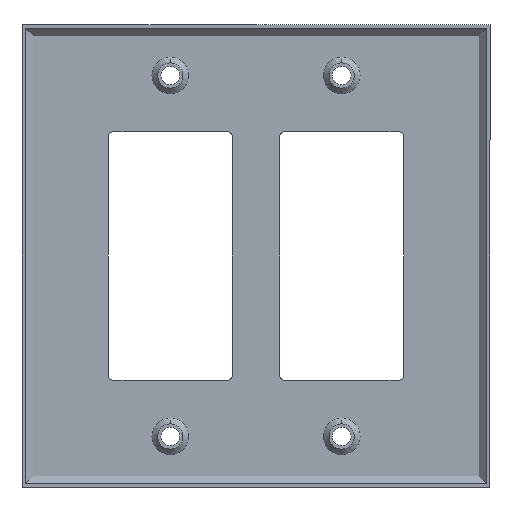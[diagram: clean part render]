
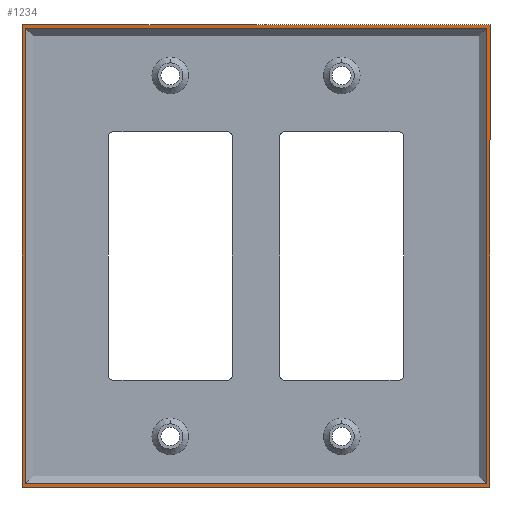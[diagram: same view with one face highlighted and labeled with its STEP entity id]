
A CAD part, front view. The second image highlights one B-rep face of the part: STEP entity #1234.
In plain terms, the highlighted planar face has unit normal (0, -1, 0).
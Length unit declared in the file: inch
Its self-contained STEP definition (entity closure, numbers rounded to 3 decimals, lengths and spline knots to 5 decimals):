
#39 = ORIENTED_EDGE ( 'NONE', *, *, #516, .T. ) ;
#46 = ORIENTED_EDGE ( 'NONE', *, *, #477, .F. ) ;
#47 = ORIENTED_EDGE ( 'NONE', *, *, #513, .T. ) ;
#76 = ORIENTED_EDGE ( 'NONE', *, *, #470, .F. ) ;
#97 = ORIENTED_EDGE ( 'NONE', *, *, #518, .T. ) ;
#98 = ORIENTED_EDGE ( 'NONE', *, *, #515, .T. ) ;
#209 = ORIENTED_EDGE ( 'NONE', *, *, #474, .F. ) ;
#225 = ORIENTED_EDGE ( 'NONE', *, *, #476, .F. ) ;
#273 = AXIS2_PLACEMENT_3D ( 'NONE', #951, #959, #947 ) ;
#470 = EDGE_CURVE ( 'NONE', #1521, #1311, #626, .T. ) ;
#474 = EDGE_CURVE ( 'NONE', #1311, #1523, #623, .T. ) ;
#476 = EDGE_CURVE ( 'NONE', #1523, #1337, #693, .T. ) ;
#477 = EDGE_CURVE ( 'NONE', #1337, #1521, #612, .T. ) ;
#513 = EDGE_CURVE ( 'NONE', #1310, #1336, #569, .T. ) ;
#515 = EDGE_CURVE ( 'NONE', #1336, #1549, #714, .T. ) ;
#516 = EDGE_CURVE ( 'NONE', #1537, #1310, #711, .T. ) ;
#518 = EDGE_CURVE ( 'NONE', #1549, #1537, #674, .T. ) ;
#569 = LINE ( 'NONE', #1815, #725 ) ;
#608 = VECTOR ( 'NONE', #1583, 39.37008 ) ;
#610 = VECTOR ( 'NONE', #1585, 39.37008 ) ;
#612 = LINE ( 'NONE', #1584, #608 ) ;
#613 = VECTOR ( 'NONE', #1589, 39.37008 ) ;
#620 = VECTOR ( 'NONE', #1610, 39.37008 ) ;
#623 = LINE ( 'NONE', #1613, #613 ) ;
#626 = LINE ( 'NONE', #1618, #620 ) ;
#660 = VECTOR ( 'NONE', #1811, 39.37008 ) ;
#673 = VECTOR ( 'NONE', #1801, 39.37008 ) ;
#674 = LINE ( 'NONE', #1849, #702 ) ;
#693 = LINE ( 'NONE', #1611, #610 ) ;
#702 = VECTOR ( 'NONE', #1806, 39.37008 ) ;
#711 = LINE ( 'NONE', #1802, #673 ) ;
#714 = LINE ( 'NONE', #1807, #660 ) ;
#725 = VECTOR ( 'NONE', #1814, 39.37008 ) ;
#947 = DIRECTION ( 'NONE',  ( 0., 0., 1. ) ) ;
#949 = PLANE ( 'NONE',  #273 ) ;
#951 = CARTESIAN_POINT ( 'NONE',  ( -2.47, 0., 2.44 ) ) ;
#959 = DIRECTION ( 'NONE',  ( 0., 1., 0. ) ) ;
#1234 = ADVANCED_FACE ( 'NONE', ( #2348, #2349 ), #949, .F. ) ;
#1310 = VERTEX_POINT ( 'NONE', #2071 ) ;
#1311 = VERTEX_POINT ( 'NONE', #2070 ) ;
#1336 = VERTEX_POINT ( 'NONE', #1962 ) ;
#1337 = VERTEX_POINT ( 'NONE', #1961 ) ;
#1481 = EDGE_LOOP ( 'NONE', ( #76, #46, #225, #209 ) ) ;
#1482 = EDGE_LOOP ( 'NONE', ( #47, #98, #97, #39 ) ) ;
#1521 = VERTEX_POINT ( 'NONE', #1987 ) ;
#1523 = VERTEX_POINT ( 'NONE', #1931 ) ;
#1537 = VERTEX_POINT ( 'NONE', #2041 ) ;
#1549 = VERTEX_POINT ( 'NONE', #2029 ) ;
#1583 = DIRECTION ( 'NONE',  ( -1., 0., 0. ) ) ;
#1584 = CARTESIAN_POINT ( 'NONE',  ( -2.47, 0., -2.44 ) ) ;
#1585 = DIRECTION ( 'NONE',  ( 0., 0., -1. ) ) ;
#1589 = DIRECTION ( 'NONE',  ( 1., 0., 0. ) ) ;
#1610 = DIRECTION ( 'NONE',  ( 0., 0., 1. ) ) ;
#1611 = CARTESIAN_POINT ( 'NONE',  ( 2.47, 0., -2.44 ) ) ;
#1613 = CARTESIAN_POINT ( 'NONE',  ( -2.47, 0., 2.44 ) ) ;
#1618 = CARTESIAN_POINT ( 'NONE',  ( -2.47, 0., -2.44 ) ) ;
#1801 = DIRECTION ( 'NONE',  ( 0., 0., -1. ) ) ;
#1802 = CARTESIAN_POINT ( 'NONE',  ( 2.435, 0., -2.44 ) ) ;
#1806 = DIRECTION ( 'NONE',  ( 1., 0., 0. ) ) ;
#1807 = CARTESIAN_POINT ( 'NONE',  ( -2.435, 0., -2.44 ) ) ;
#1811 = DIRECTION ( 'NONE',  ( 0., 0., 1. ) ) ;
#1814 = DIRECTION ( 'NONE',  ( -1., 0., 0. ) ) ;
#1815 = CARTESIAN_POINT ( 'NONE',  ( -2.47, 0., -2.405 ) ) ;
#1849 = CARTESIAN_POINT ( 'NONE',  ( -2.47, 0., 2.405 ) ) ;
#1931 = CARTESIAN_POINT ( 'NONE',  ( 2.47, 0., 2.44 ) ) ;
#1961 = CARTESIAN_POINT ( 'NONE',  ( 2.47, 0., -2.44 ) ) ;
#1962 = CARTESIAN_POINT ( 'NONE',  ( -2.435, 0., -2.405 ) ) ;
#1987 = CARTESIAN_POINT ( 'NONE',  ( -2.47, 0., -2.44 ) ) ;
#2029 = CARTESIAN_POINT ( 'NONE',  ( -2.435, 0., 2.405 ) ) ;
#2041 = CARTESIAN_POINT ( 'NONE',  ( 2.435, 0., 2.405 ) ) ;
#2070 = CARTESIAN_POINT ( 'NONE',  ( -2.47, 0., 2.44 ) ) ;
#2071 = CARTESIAN_POINT ( 'NONE',  ( 2.435, 0., -2.405 ) ) ;
#2348 = FACE_BOUND ( 'NONE', #1482, .T. ) ;
#2349 = FACE_OUTER_BOUND ( 'NONE', #1481, .T. ) ;
